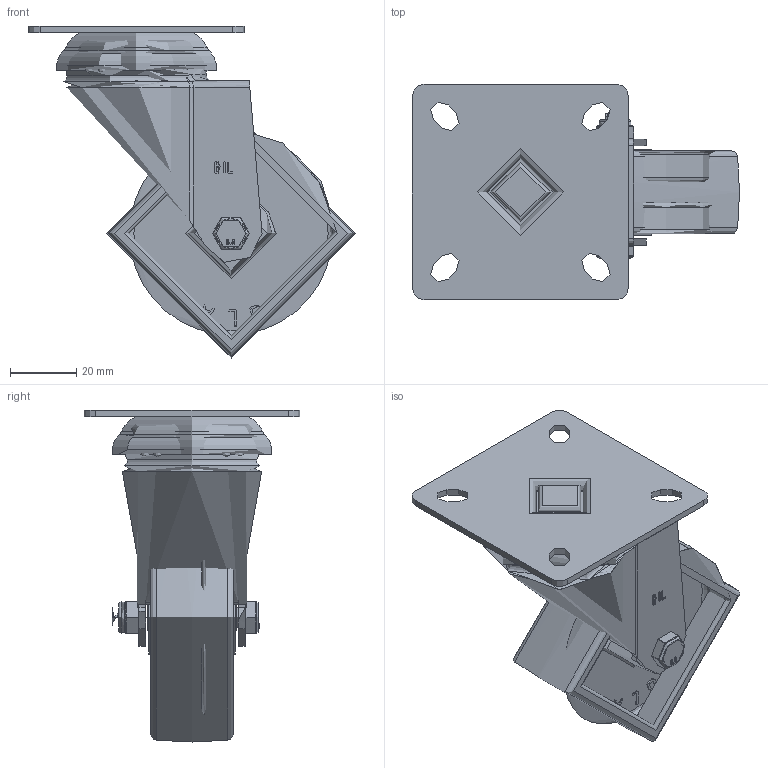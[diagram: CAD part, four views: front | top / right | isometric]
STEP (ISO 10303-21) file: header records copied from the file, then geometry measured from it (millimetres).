
FILE_DESCRIPTION(/* description */ (''),/* implementation_level */ '2;1');
FILE_NAME(/* name */ 'BZD75GNY.step',/* time_stamp */ '2024-08-14T09:33:29+01:00',/* author */ (''),/* organization */ (''),/* preprocessor_version */ 'ST-DEVELOPER v20',/* originating_system */ 'Autodesk Translation Framework v13.14.0.145',/* authorisation */ '');
FILE_SCHEMA (('AUTOMOTIVE_DESIGN { 1 0 10303 214 3 1 1 }'));
Length unit declared in the file: millimetre
Products named in the file (17): BZD75GNY; BZD75AS v1; ZINC PLATED, PRESSED STEEL TOP PLATE; ZINC PLATED, PRESSED STEEL TOP PLATE Geometry; Pattern; Component1; ZINC PLATED, PRESSED STEEL FORKS; BZL75WNYGREY v1; NYLON WHEEL; TUBEM8X27 v1; ZINC PLATED AXLE TUBE; HEXBOLTM6X40Z8.8 v2; GRADE 8.8 ZINC PLATED BOLT; NYLOCM6Z v1; NYLOC THIN NUT; NUT; SEAL
Assembly tree (35 placements, depth 5):
  BZD75GNY
    BZD75AS v1
      ZINC PLATED, PRESSED STEEL TOP PLATE
        ZINC PLATED, PRESSED STEEL TOP PLATE Geometry
        Pattern
          Component1  x20
      ZINC PLATED, PRESSED STEEL FORKS
    BZL75WNYGREY v1
      NYLON WHEEL
    TUBEM8X27 v1
      ZINC PLATED AXLE TUBE
    HEXBOLTM6X40Z8.8 v2
      GRADE 8.8 ZINC PLATED BOLT
    NYLOCM6Z v1
      NYLOC THIN NUT
        NUT
        SEAL
Bounding box: 98.5 x 65 x 100 mm (x, y, z)
Volume: 89235.3 mm3; surface area: 50406.2 mm2
Topology: 27 solids, 27 shells, 532 faces, 1335 edges, 858 vertices
Faces by surface type: plane 213, cylinder 132, bspline 101, torus 47, sphere 34, cone 5
Full cylindrical faces by diameter (mm): 4.744 x5, 5.884 x10, 6 x4, 6.2 x2, 7 x2, 8 x1, 8.2 x1, 8.5 x1, 9.5 x1, 10 x1, 17 x1, 18 x1, 20 x1, 37 x1, 38 x1, 42 x1, 45.138 x1, 61.5 x2
Entity records: 30606 total; most frequent: CARTESIAN_POINT 18421, ORIENTED_EDGE 2552, DIRECTION 2217, EDGE_CURVE 1276, VERTEX_POINT 820, AXIS2_PLACEMENT_3D 789, LINE 639, VECTOR 639
